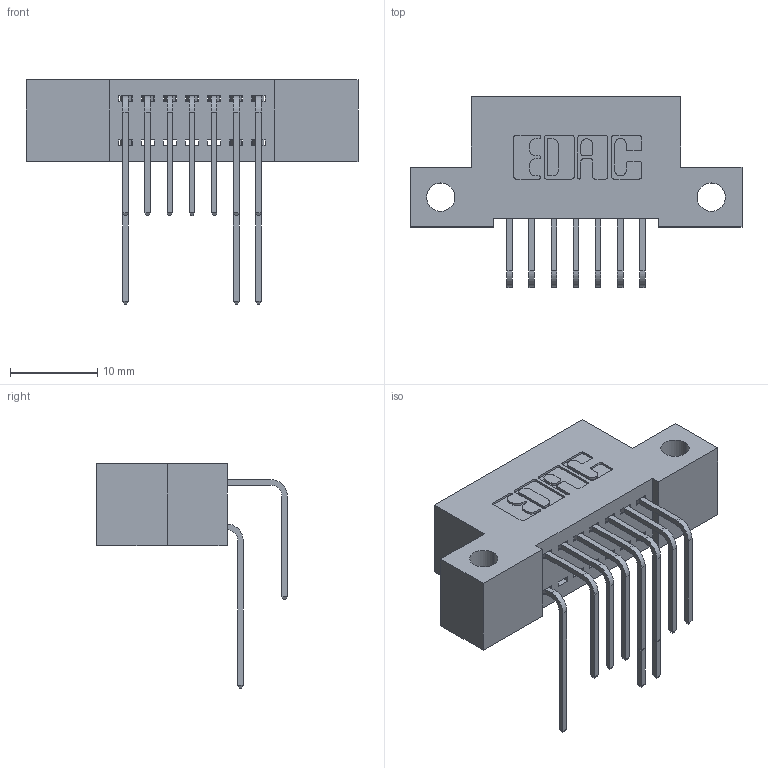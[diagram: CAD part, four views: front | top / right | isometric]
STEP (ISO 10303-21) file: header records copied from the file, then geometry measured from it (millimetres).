
FILE_DESCRIPTION (( 'STEP AP203' ), '1' );
FILE_NAME ('392-014-558-212.STEP', '2018-08-15T00:30:10', ( '' ), ( '' ), 'SwSTEP 2.0', 'SolidWorks 2016', '' );
FILE_SCHEMA (( 'CONFIG_CONTROL_DESIGN' ));
Length unit declared in the file: inch
Products named in the file (4): 342 Part_Side Mount; 345-292-001_558 559 Tail - 1; 345-292-001_558 Tail - 2; 392-014-558-212
Assembly tree (11 placements, depth 2):
  392-014-558-212
    342 Part_Side Mount
    345-292-001_558 559 Tail - 1  x3
    345-292-001_558 Tail - 2  x7
Bounding box: 38.1 x 21.91 x 25.78 mm (x, y, z)
Volume: 3205.4 mm3; surface area: 4257.4 mm2
Topology: 11 solids, 11 shells, 674 faces, 1993 edges, 1314 vertices
Faces by surface type: plane 470, cylinder 204
Entity records: 10557 total; most frequent: CARTESIAN_POINT 1857, ORIENTED_EDGE 1746, DIRECTION 1625, EDGE_CURVE 873, LINE 705, VECTOR 705, VERTEX_POINT 578, AXIS2_PLACEMENT_3D 460
